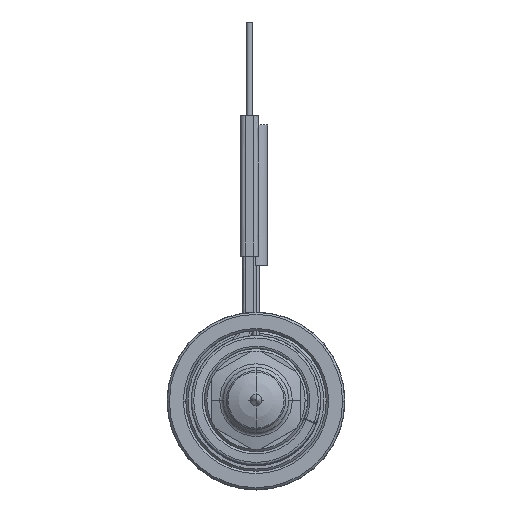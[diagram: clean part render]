
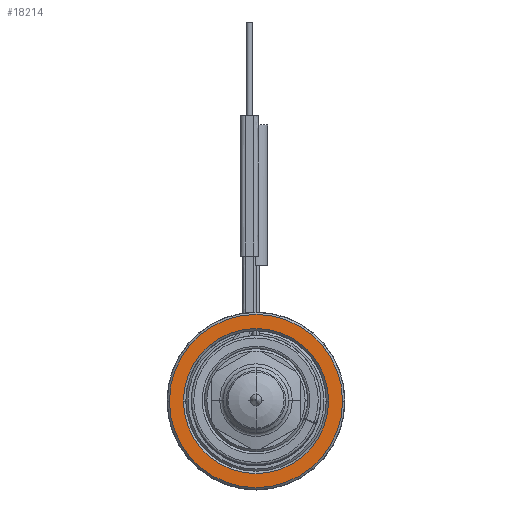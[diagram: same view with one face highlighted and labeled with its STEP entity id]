
A CAD part, top view. The second image highlights one B-rep face of the part: STEP entity #18214.
In plain terms, the highlighted planar face has unit normal (0, 0, 1).
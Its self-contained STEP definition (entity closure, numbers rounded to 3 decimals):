
#7172=CARTESIAN_POINT('',(0.,0.,
35.));
#7173=DIRECTION('',(0.,0.,-1.));
#7174=DIRECTION('',(-1.,0.,0.));
#7175=AXIS2_PLACEMENT_3D('',#7172,#7173,#7174);
#7186=CARTESIAN_POINT('',(0.,0.,
35.));
#7187=DIRECTION('',(0.,0.,-1.));
#7188=DIRECTION('',(1.,0.,0.));
#7189=AXIS2_PLACEMENT_3D('',#7186,#7187,#7188);
#7200=CARTESIAN_POINT('',(0.,0.,35.));
#7201=DIRECTION('',(0.,0.,-1.));
#7202=DIRECTION('',(1.,0.,0.));
#7203=AXIS2_PLACEMENT_3D('',#7200,#7201,#7202);
#7214=CARTESIAN_POINT('',(0.,0.,
35.));
#7215=DIRECTION('',(0.,0.,-1.));
#7216=DIRECTION('',(-1.,0.,0.));
#7217=AXIS2_PLACEMENT_3D('',#7214,#7215,#7216);
#7402=CARTESIAN_POINT('',(18.5,0.,35.));
#7403=CARTESIAN_POINT('',(-18.5,0.,
35.));
#7404=VERTEX_POINT('',#7402);
#7405=VERTEX_POINT('',#7403);
#7406=CARTESIAN_POINT('',(15.5,0.,35.));
#7407=CARTESIAN_POINT('',(-15.5,0.,35.));
#7408=VERTEX_POINT('',#7406);
#7409=VERTEX_POINT('',#7407);
#18199=CARTESIAN_POINT('',(0.,0.,35.));
#18200=DIRECTION('',(0.,0.,1.));
#18201=DIRECTION('',(-1.,0.,0.));
#18202=AXIS2_PLACEMENT_3D('',#18199,#18200,#18201);
#18203=PLANE('',#18202);
#18204=ORIENTED_EDGE('',*,*,#18181,.T.);
#18205=ORIENTED_EDGE('',*,*,#18166,.T.);
#18206=EDGE_LOOP('',(#18204,#18205));
#18207=FACE_OUTER_BOUND('',#18206,.F.);
#18209=ORIENTED_EDGE('',*,*,#18208,.F.);
#18211=ORIENTED_EDGE('',*,*,#18210,.F.);
#18212=EDGE_LOOP('',(#18209,#18211));
#18213=FACE_BOUND('',#18212,.F.);
#7176=CIRCLE('',#7175,18.5);
#7190=CIRCLE('',#7189,18.5);
#7204=CIRCLE('',#7203,15.5);
#7218=CIRCLE('',#7217,15.5);
#18166=EDGE_CURVE('',#7405,#7404,#7176,.T.);
#18181=EDGE_CURVE('',#7404,#7405,#7190,.T.);
#18208=EDGE_CURVE('',#7408,#7409,#7204,.T.);
#18210=EDGE_CURVE('',#7409,#7408,#7218,.T.);
#18214=ADVANCED_FACE('',(#18207,#18213),#18203,.T.);
